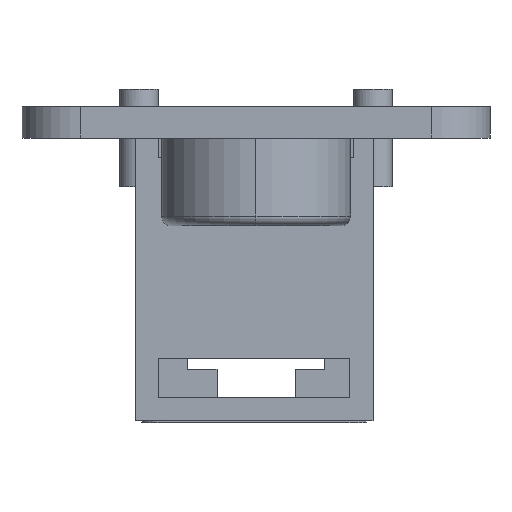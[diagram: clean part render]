
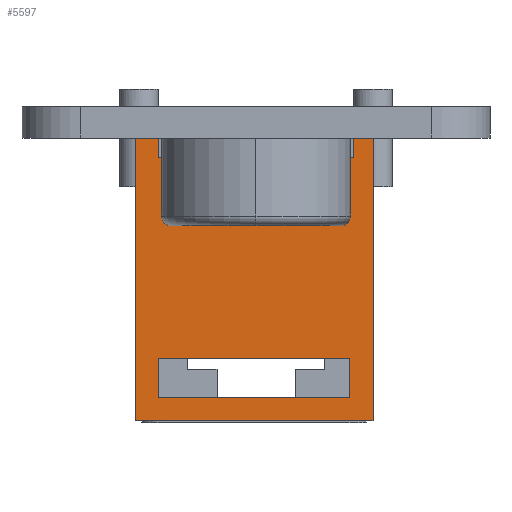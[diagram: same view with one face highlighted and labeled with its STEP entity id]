
A CAD part, left-side view. The second image highlights one B-rep face of the part: STEP entity #5597.
In plain terms, the highlighted planar face has unit normal (-1, 0, 0).
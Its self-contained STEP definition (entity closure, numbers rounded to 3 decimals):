
#59 = LINE ( 'NONE', #2111, #3501 ) ;
#152 = VECTOR ( 'NONE', #1917, 1000. ) ;
#191 = CARTESIAN_POINT ( 'NONE',  ( 14.261, -3.907, 48.445 ) ) ;
#204 = LINE ( 'NONE', #3322, #4113 ) ;
#245 = VERTEX_POINT ( 'NONE', #191 ) ;
#279 = VERTEX_POINT ( 'NONE', #3142 ) ;
#323 = ORIENTED_EDGE ( 'NONE', *, *, #7012, .F. ) ;
#342 = CARTESIAN_POINT ( 'NONE',  ( 14.261, 7.293, 49.445 ) ) ;
#427 = VERTEX_POINT ( 'NONE', #5087 ) ;
#582 = ORIENTED_EDGE ( 'NONE', *, *, #3843, .F. ) ;
#626 = VECTOR ( 'NONE', #7561, 1000. ) ;
#995 = PLANE ( 'NONE',  #7942 ) ;
#1060 = DIRECTION ( 'NONE',  ( 0., 0., 1. ) ) ;
#1258 = EDGE_CURVE ( 'NONE', #1794, #2157, #7107, .T. ) ;
#1262 = VECTOR ( 'NONE', #6253, 1000. ) ;
#1307 = EDGE_CURVE ( 'NONE', #1700, #9456, #4206, .T. ) ;
#1700 = VERTEX_POINT ( 'NONE', #4150 ) ;
#1794 = VERTEX_POINT ( 'NONE', #3477 ) ;
#1826 = VERTEX_POINT ( 'NONE', #8691 ) ;
#1917 = DIRECTION ( 'NONE',  ( 0., 1., 0. ) ) ;
#1975 = CARTESIAN_POINT ( 'NONE',  ( 14.261, -3.707, 38.145 ) ) ;
#1976 = EDGE_CURVE ( 'NONE', #1826, #2157, #2142, .T. ) ;
#2111 = CARTESIAN_POINT ( 'NONE',  ( 14.261, -3.707, 36.145 ) ) ;
#2142 = LINE ( 'NONE', #7428, #6085 ) ;
#2148 = EDGE_LOOP ( 'NONE', ( #582, #8379, #6691, #9501, #8519, #4398, #5137, #323 ) ) ;
#2157 = VERTEX_POINT ( 'NONE', #6071 ) ;
#2444 = EDGE_CURVE ( 'NONE', #9456, #427, #59, .T. ) ;
#2608 = VECTOR ( 'NONE', #4096, 1000. ) ;
#2612 = FACE_OUTER_BOUND ( 'NONE', #2148, .T. ) ;
#2618 = CARTESIAN_POINT ( 'NONE',  ( 14.261, 6.093, 49.445 ) ) ;
#2817 = LINE ( 'NONE', #5588, #2608 ) ;
#3012 = DIRECTION ( 'NONE',  ( 0., -1., 0. ) ) ;
#3142 = CARTESIAN_POINT ( 'NONE',  ( 14.261, -3.907, 49.445 ) ) ;
#3322 = CARTESIAN_POINT ( 'NONE',  ( 14.261, 7.293, 49.445 ) ) ;
#3389 = EDGE_CURVE ( 'NONE', #3708, #245, #4920, .T. ) ;
#3477 = CARTESIAN_POINT ( 'NONE',  ( 14.261, -4.907, 49.445 ) ) ;
#3501 = VECTOR ( 'NONE', #9465, 1000. ) ;
#3708 = VERTEX_POINT ( 'NONE', #9185 ) ;
#3831 = EDGE_LOOP ( 'NONE', ( #8741, #5054, #8020, #4361 ) ) ;
#3843 = EDGE_CURVE ( 'NONE', #245, #279, #7794, .T. ) ;
#4096 = DIRECTION ( 'NONE',  ( 0., 0., -1. ) ) ;
#4113 = VECTOR ( 'NONE', #8462, 1000. ) ;
#4150 = CARTESIAN_POINT ( 'NONE',  ( 14.261, 6.093, 38.145 ) ) ;
#4170 = DIRECTION ( 'NONE',  ( 0., 0., 1. ) ) ;
#4206 = LINE ( 'NONE', #7324, #5953 ) ;
#4361 = ORIENTED_EDGE ( 'NONE', *, *, #8678, .F. ) ;
#4398 = ORIENTED_EDGE ( 'NONE', *, *, #1976, .T. ) ;
#4774 = VECTOR ( 'NONE', #7779, 1000. ) ;
#4920 = LINE ( 'NONE', #5322, #8869 ) ;
#5021 = LINE ( 'NONE', #2618, #4774 ) ;
#5054 = ORIENTED_EDGE ( 'NONE', *, *, #2444, .F. ) ;
#5074 = EDGE_CURVE ( 'NONE', #7998, #7705, #5179, .T. ) ;
#5087 = CARTESIAN_POINT ( 'NONE',  ( 14.261, -3.707, 36.145 ) ) ;
#5137 = ORIENTED_EDGE ( 'NONE', *, *, #1258, .F. ) ;
#5179 = LINE ( 'NONE', #7034, #1262 ) ;
#5322 = CARTESIAN_POINT ( 'NONE',  ( 14.261, 6.093, 48.445 ) ) ;
#5488 = DIRECTION ( 'NONE',  ( -1., 0., 0. ) ) ;
#5588 = CARTESIAN_POINT ( 'NONE',  ( 14.261, 7.293, 49.445 ) ) ;
#5597 = ADVANCED_FACE ( 'NONE', ( #6545, #2612 ), #995, .T. ) ;
#5953 = VECTOR ( 'NONE', #8204, 1000. ) ;
#6071 = CARTESIAN_POINT ( 'NONE',  ( 14.261, -4.907, 34.945 ) ) ;
#6085 = VECTOR ( 'NONE', #3012, 1000. ) ;
#6253 = DIRECTION ( 'NONE',  ( 0., -1., 0. ) ) ;
#6536 = LINE ( 'NONE', #6823, #626 ) ;
#6545 = FACE_BOUND ( 'NONE', #3831, .T. ) ;
#6691 = ORIENTED_EDGE ( 'NONE', *, *, #7618, .F. ) ;
#6715 = CARTESIAN_POINT ( 'NONE',  ( 14.261, 6.093, 36.145 ) ) ;
#6756 = EDGE_CURVE ( 'NONE', #427, #7146, #6536, .T. ) ;
#6778 = DIRECTION ( 'NONE',  ( 0., -1., 0. ) ) ;
#6823 = CARTESIAN_POINT ( 'NONE',  ( 14.261, -3.707, 36.145 ) ) ;
#7012 = EDGE_CURVE ( 'NONE', #279, #1794, #204, .T. ) ;
#7034 = CARTESIAN_POINT ( 'NONE',  ( 14.261, 7.293, 49.445 ) ) ;
#7107 = LINE ( 'NONE', #7231, #9083 ) ;
#7146 = VERTEX_POINT ( 'NONE', #1975 ) ;
#7150 = CARTESIAN_POINT ( 'NONE',  ( 14.261, 7.293, 49.445 ) ) ;
#7231 = CARTESIAN_POINT ( 'NONE',  ( 14.261, -4.907, 49.445 ) ) ;
#7324 = CARTESIAN_POINT ( 'NONE',  ( 14.261, 6.093, 36.145 ) ) ;
#7428 = CARTESIAN_POINT ( 'NONE',  ( 14.261, 7.293, 34.945 ) ) ;
#7561 = DIRECTION ( 'NONE',  ( 0., 0., 1. ) ) ;
#7618 = EDGE_CURVE ( 'NONE', #7705, #3708, #5021, .T. ) ;
#7669 = EDGE_CURVE ( 'NONE', #7998, #1826, #2817, .T. ) ;
#7705 = VERTEX_POINT ( 'NONE', #9302 ) ;
#7779 = DIRECTION ( 'NONE',  ( 0., 0., -1. ) ) ;
#7794 = LINE ( 'NONE', #9346, #9303 ) ;
#7837 = CARTESIAN_POINT ( 'NONE',  ( 14.261, -3.707, 38.145 ) ) ;
#7942 = AXIS2_PLACEMENT_3D ( 'NONE', #342, #5488, #1060 ) ;
#7986 = LINE ( 'NONE', #7837, #152 ) ;
#7998 = VERTEX_POINT ( 'NONE', #7150 ) ;
#8020 = ORIENTED_EDGE ( 'NONE', *, *, #1307, .F. ) ;
#8204 = DIRECTION ( 'NONE',  ( 0., 0., -1. ) ) ;
#8379 = ORIENTED_EDGE ( 'NONE', *, *, #3389, .F. ) ;
#8462 = DIRECTION ( 'NONE',  ( 0., -1., 0. ) ) ;
#8519 = ORIENTED_EDGE ( 'NONE', *, *, #7669, .T. ) ;
#8678 = EDGE_CURVE ( 'NONE', #7146, #1700, #7986, .T. ) ;
#8691 = CARTESIAN_POINT ( 'NONE',  ( 14.261, 7.293, 34.945 ) ) ;
#8741 = ORIENTED_EDGE ( 'NONE', *, *, #6756, .F. ) ;
#8757 = DIRECTION ( 'NONE',  ( 0., 0., -1. ) ) ;
#8869 = VECTOR ( 'NONE', #6778, 1000. ) ;
#9083 = VECTOR ( 'NONE', #8757, 1000. ) ;
#9185 = CARTESIAN_POINT ( 'NONE',  ( 14.261, 6.093, 48.445 ) ) ;
#9302 = CARTESIAN_POINT ( 'NONE',  ( 14.261, 6.093, 49.445 ) ) ;
#9303 = VECTOR ( 'NONE', #4170, 1000. ) ;
#9346 = CARTESIAN_POINT ( 'NONE',  ( 14.261, -3.907, 48.445 ) ) ;
#9456 = VERTEX_POINT ( 'NONE', #6715 ) ;
#9465 = DIRECTION ( 'NONE',  ( 0., -1., 0. ) ) ;
#9501 = ORIENTED_EDGE ( 'NONE', *, *, #5074, .F. ) ;
